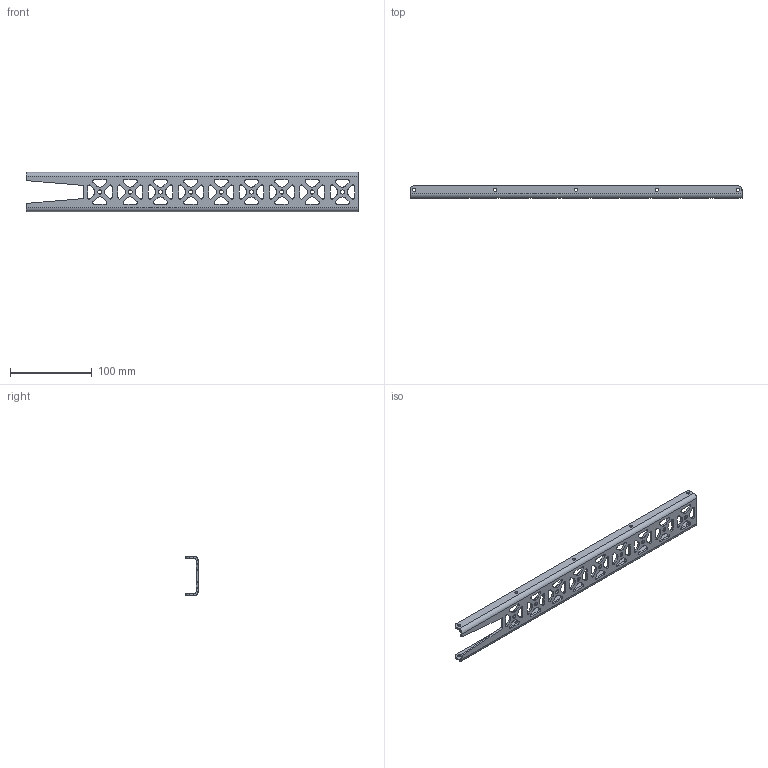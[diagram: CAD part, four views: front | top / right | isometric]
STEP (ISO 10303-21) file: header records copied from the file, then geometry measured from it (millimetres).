
FILE_DESCRIPTION (( 'STEP AP214' ), '1' );
FILE_NAME ('LEG-214 LegSheetMetalSide.STEP', '2024-10-12T19:03:43', ( '' ), ( '' ), 'SwSTEP 2.0', 'SolidWorks 2024', '' );
FILE_SCHEMA (( 'AUTOMOTIVE_DESIGN' ));
Length unit declared in the file: millimetre
Products named in the file (1): LEG-214 LegSheetMetalSide
Bounding box: 405 x 15 x 48.05 mm (x, y, z)
Volume: 56728.9 mm3; surface area: 51933.3 mm2
Topology: 1 solids, 1 shells, 315 faces, 923 edges, 610 vertices
Faces by surface type: cylinder 185, plane 130
Entity records: 10822 total; most frequent: DIRECTION 1925, CARTESIAN_POINT 1849, ORIENTED_EDGE 1846, EDGE_CURVE 923, AXIS2_PLACEMENT_3D 686, VERTEX_POINT 610, VECTOR 553, LINE 553
